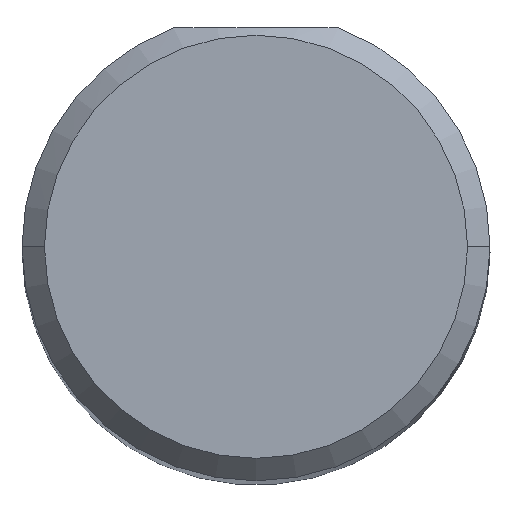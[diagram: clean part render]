
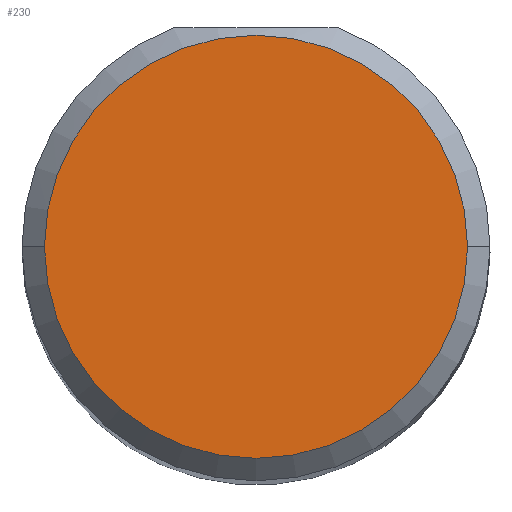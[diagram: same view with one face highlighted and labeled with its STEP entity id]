
A CAD part, top view. The second image highlights one B-rep face of the part: STEP entity #230.
In plain terms, the highlighted planar face has unit normal (0, 0, 1).
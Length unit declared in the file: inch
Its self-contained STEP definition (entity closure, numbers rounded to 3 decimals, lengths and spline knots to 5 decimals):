
#54 = AXIS2_PLACEMENT_3D ( 'NONE', #236, #189, #318 ) ;
#115 = PLANE ( 'NONE',  #199 ) ;
#116 = VERTEX_POINT ( 'NONE', #440 ) ;
#118 = DIRECTION ( 'NONE',  ( 0., 0., 1. ) ) ;
#151 = CARTESIAN_POINT ( 'NONE',  ( 0., 0., 2.5 ) ) ;
#178 = AXIS2_PLACEMENT_3D ( 'NONE', #330, #118, #285 ) ;
#188 = CIRCLE ( 'NONE', #54, 0.14125 ) ;
#189 = DIRECTION ( 'NONE',  ( 0., 0., 1. ) ) ;
#199 = AXIS2_PLACEMENT_3D ( 'NONE', #151, #404, #275 ) ;
#204 = EDGE_CURVE ( 'NONE', #337, #116, #188, .T. ) ;
#215 = CIRCLE ( 'NONE', #178, 0.14125 ) ;
#230 = ADVANCED_FACE ( 'NONE', ( #447 ), #115, .T. ) ;
#236 = CARTESIAN_POINT ( 'NONE',  ( 0., 0., 2.5 ) ) ;
#260 = ORIENTED_EDGE ( 'NONE', *, *, #287, .T. ) ;
#275 = DIRECTION ( 'NONE',  ( 1., 0., 0. ) ) ;
#285 = DIRECTION ( 'NONE',  ( 1., 0., 0. ) ) ;
#287 = EDGE_CURVE ( 'NONE', #116, #337, #215, .T. ) ;
#318 = DIRECTION ( 'NONE',  ( 1., 0., 0. ) ) ;
#330 = CARTESIAN_POINT ( 'NONE',  ( 0., 0., 2.5 ) ) ;
#337 = VERTEX_POINT ( 'NONE', #496 ) ;
#366 = ORIENTED_EDGE ( 'NONE', *, *, #204, .T. ) ;
#404 = DIRECTION ( 'NONE',  ( 0., 0., 1. ) ) ;
#440 = CARTESIAN_POINT ( 'NONE',  ( 0.14125, 0., 2.5 ) ) ;
#447 = FACE_OUTER_BOUND ( 'NONE', #502, .T. ) ;
#496 = CARTESIAN_POINT ( 'NONE',  ( -0.14125, 0., 2.5 ) ) ;
#502 = EDGE_LOOP ( 'NONE', ( #366, #260 ) ) ;
